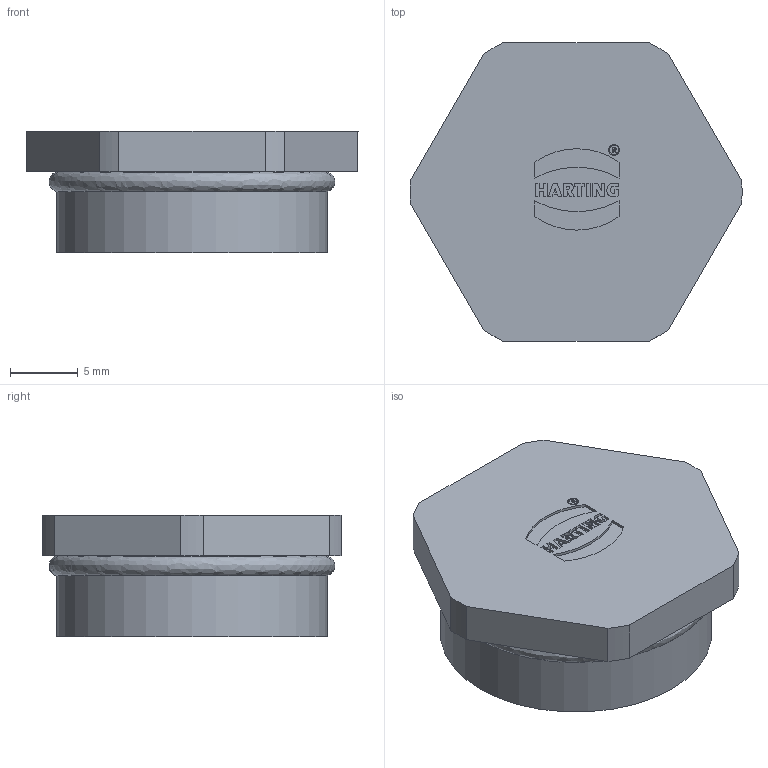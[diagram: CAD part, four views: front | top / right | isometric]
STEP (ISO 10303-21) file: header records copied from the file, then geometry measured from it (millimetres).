
FILE_DESCRIPTION(/* description */ (''),/* implementation_level */ '2;1');
FILE_NAME(/* name */ '100189728ugm000_b.stp',/* time_stamp */ '2019-09-30T15:31:10+02:00',/* author */ (''),/* organization */ (''),/* preprocessor_version */ 'ST-DEVELOPER v16.7',/* originating_system */ 'SIEMENS PLM Software NX 12.0',/* authorisation */ '');
FILE_SCHEMA (('AUTOMOTIVE_DESIGN { 1 0 10303 214 3 1 1 1 }'));
Length unit declared in the file: millimetre
Products named in the file (1): 100189728ugm000_b
Bounding box: 24.49 x 22 x 9 mm (x, y, z)
Volume: 1662.2 mm3; surface area: 1862.1 mm2
Topology: 1 solids, 1 shells, 121 faces, 392 edges, 376 vertices
Faces by surface type: plane 99, cylinder 19, extrusion 2, bspline 1
Full cylindrical faces by diameter (mm): 0.683 x1, 0.807 x1, 16 x1, 20 x2
Entity records: 5418 total; most frequent: CARTESIAN_POINT 913, DIRECTION 666, ORIENTED_EDGE 596, VECTOR 332, LINE 330, EDGE_CURVE 298, PRESENTATION_STYLE_ASSIGNMENT 210, VERTEX_POINT 202
